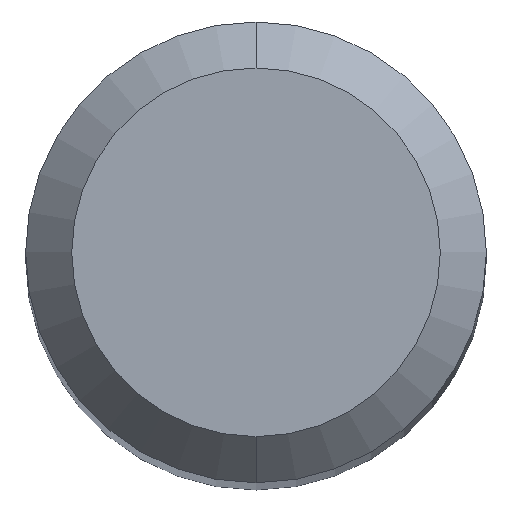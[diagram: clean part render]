
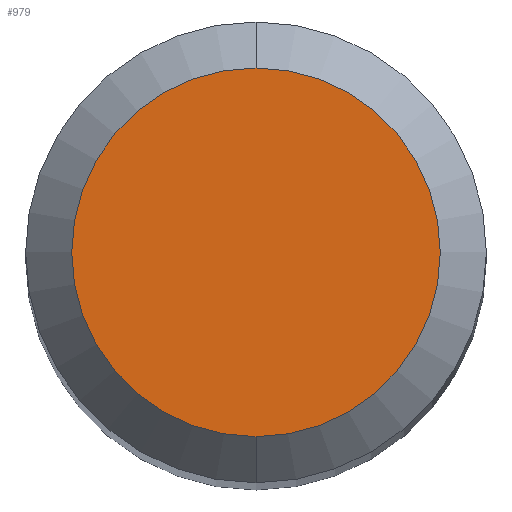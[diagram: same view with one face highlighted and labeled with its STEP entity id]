
A CAD part, top view. The second image highlights one B-rep face of the part: STEP entity #979.
In plain terms, the highlighted planar face has unit normal (0, 0, 1).
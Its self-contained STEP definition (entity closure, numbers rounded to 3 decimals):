
#425=EDGE_CURVE('',#975,#749,#1094,.T.);
#639=EDGE_CURVE('',#749,#975,#1322,.T.);
#749=VERTEX_POINT('',#1447);
#975=VERTEX_POINT('',#1694);
#979=ADVANCED_FACE('',(#1698),#1699,.T.);
#1094=CIRCLE('',#1985,1.2);
#1322=CIRCLE('',#2858,1.2);
#1447=CARTESIAN_POINT('',(0.,-1.2,0.0));
#1694=CARTESIAN_POINT('',(0.0,1.2,0.0));
#1698=FACE_OUTER_BOUND('',#4588,.T.);
#1699=PLANE('',#4589);
#1985=AXIS2_PLACEMENT_3D('',#4779,#4780,#4781);
#2858=AXIS2_PLACEMENT_3D('',#4956,#4957,#4958);
#4588=EDGE_LOOP('',(#5402,#5403));
#4589=AXIS2_PLACEMENT_3D('',#5404,#5405,#5406);
#4779=CARTESIAN_POINT('',(0.0,0.0,0.0));
#4780=DIRECTION('',(0.0,0.0,-1.0));
#4781=DIRECTION('',(0.0,1.0,0.0));
#4956=CARTESIAN_POINT('',(0.0,0.0,0.0));
#4957=DIRECTION('',(0.0,0.0,-1.0));
#4958=DIRECTION('',(0.0,1.0,0.0));
#5402=ORIENTED_EDGE('',*,*,#425,.F.);
#5403=ORIENTED_EDGE('',*,*,#639,.F.);
#5404=CARTESIAN_POINT('',(0.0,0.6,0.0));
#5405=DIRECTION('',(-0.0,0.0,1.0));
#5406=DIRECTION('',(0.0,-1.0,0.0));
